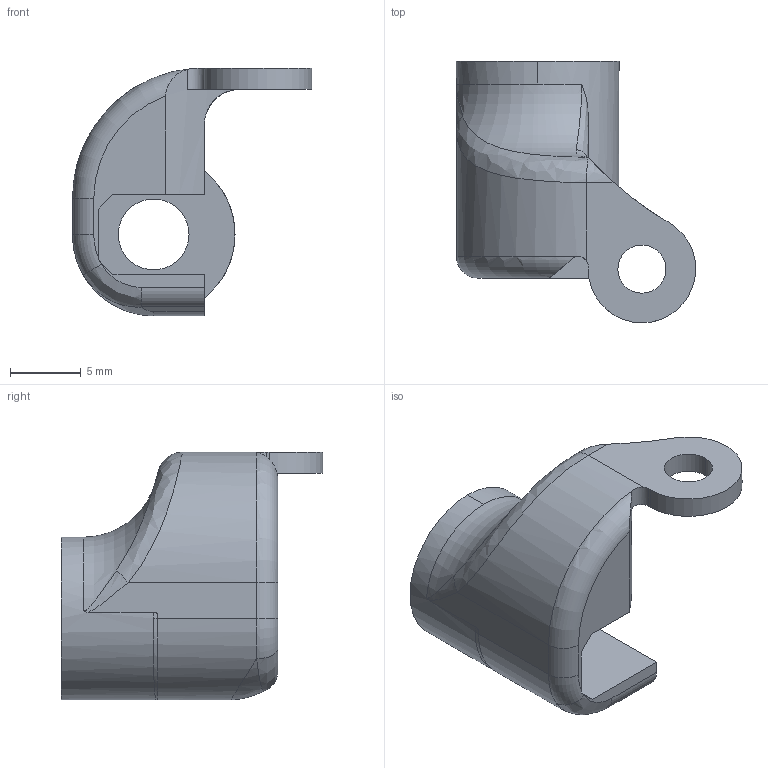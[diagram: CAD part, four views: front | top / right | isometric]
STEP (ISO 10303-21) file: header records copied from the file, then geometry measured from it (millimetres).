
FILE_DESCRIPTION((''),'2;1');
FILE_NAME('BOWCLIPBIG','2025-01-10T13:48:56',('XA'),(''),'','');
FILE_SCHEMA(('CONFIG_CONTROL_DESIGN'));
Length unit declared in the file: millimetre
Products named in the file (1): BOWCLIPBIG
Bounding box: 16.92 x 18.51 x 17.5 mm (x, y, z)
Volume: 1336.8 mm3; surface area: 1344.7 mm2
Topology: 1 solids, 1 shells, 54 faces, 139 edges, 89 vertices
Faces by surface type: cylinder 20, plane 19, bspline 12, torus 3
Entity records: 2936 total; most frequent: CARTESIAN_POINT 1660, ORIENTED_EDGE 278, DIRECTION 228, EDGE_CURVE 139, VERTEX_POINT 89, AXIS2_PLACEMENT_3D 87, EDGE_LOOP 60, VECTOR 54
